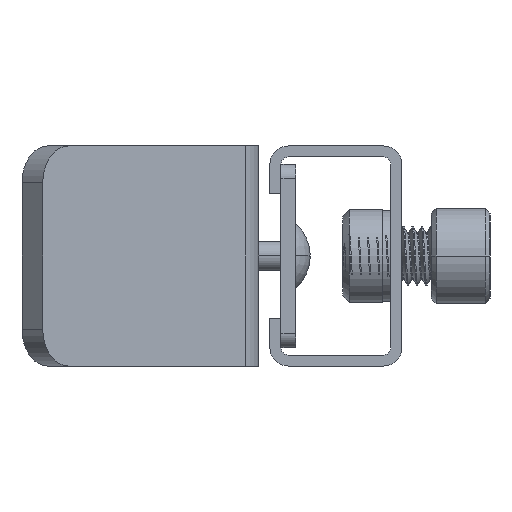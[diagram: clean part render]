
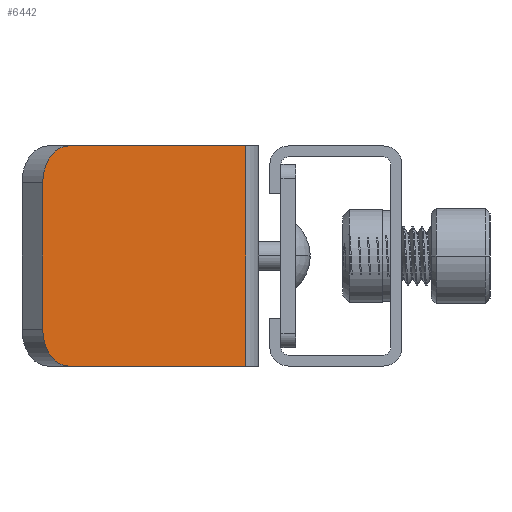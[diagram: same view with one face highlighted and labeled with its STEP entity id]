
A CAD part, left-side view. The second image highlights one B-rep face of the part: STEP entity #6442.
In plain terms, the highlighted face is planar.
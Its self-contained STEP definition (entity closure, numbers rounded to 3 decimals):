
#1 = DIRECTION ( 'NONE',  ( -0.707, 0., 0.707 ) ) ;
#22 = PLANE ( 'NONE',  #1227 ) ;
#146 = DIRECTION ( 'NONE',  ( 0.707, 0., -0.707 ) ) ;
#181 = LINE ( 'NONE', #1940, #2541 ) ;
#371 = ORIENTED_EDGE ( 'NONE', *, *, #1462, .T. ) ;
#620 = DIRECTION ( 'NONE',  ( 0.707, 0., -0.707 ) ) ;
#1227 = AXIS2_PLACEMENT_3D ( 'NONE', #5508, #1, #3524 ) ;
#1453 = VERTEX_POINT ( 'NONE', #3448 ) ;
#1462 = EDGE_CURVE ( 'NONE', #3792, #3637, #3413, .T. ) ;
#1573 = VECTOR ( 'NONE', #5080, 1000. ) ;
#1862 = EDGE_CURVE ( 'NONE', #2939, #3637, #5449, .T. ) ;
#1940 = CARTESIAN_POINT ( 'NONE',  ( 46.113, -15., 25.456 ) ) ;
#1968 = CARTESIAN_POINT ( 'NONE',  ( 17.828, -15., -2.828 ) ) ;
#1975 = CARTESIAN_POINT ( 'NONE',  ( 42.577, 15., 21.92 ) ) ;
#1979 = DIRECTION ( 'NONE',  ( 0., -1., 0. ) ) ;
#2102 = CARTESIAN_POINT ( 'NONE',  ( 46.113, 15., 25.456 ) ) ;
#2291 = ORIENTED_EDGE ( 'NONE', *, *, #5511, .T. ) ;
#2403 = ORIENTED_EDGE ( 'NONE', *, *, #6327, .T. ) ;
#2442 = DIRECTION ( 'NONE',  ( 0., -1., 0. ) ) ;
#2452 = DIRECTION ( 'NONE',  ( -0.707, 0., -0.707 ) ) ;
#2541 = VECTOR ( 'NONE', #2442, 1000. ) ;
#2792 = VECTOR ( 'NONE', #1979, 1000. ) ;
#2889 = CARTESIAN_POINT ( 'NONE',  ( 42.577, -15., 21.92 ) ) ;
#2918 = LINE ( 'NONE', #2102, #1573 ) ;
#2939 = VERTEX_POINT ( 'NONE', #5154 ) ;
#2943 = VECTOR ( 'NONE', #2452, 1000. ) ;
#3118 = AXIS2_PLACEMENT_3D ( 'NONE', #3144, #146, #3635 ) ;
#3144 = CARTESIAN_POINT ( 'NONE',  ( 42.577, -10., 21.92 ) ) ;
#3226 = CARTESIAN_POINT ( 'NONE',  ( 18.414, -15., -2.243 ) ) ;
#3243 = ORIENTED_EDGE ( 'NONE', *, *, #5260, .T. ) ;
#3308 = ORIENTED_EDGE ( 'NONE', *, *, #4048, .T. ) ;
#3413 = LINE ( 'NONE', #1968, #2943 ) ;
#3437 = CARTESIAN_POINT ( 'NONE',  ( 18.414, 0., -2.243 ) ) ;
#3448 = CARTESIAN_POINT ( 'NONE',  ( 46.113, 10., 25.456 ) ) ;
#3524 = DIRECTION ( 'NONE',  ( 0.707, 0., 0.707 ) ) ;
#3609 = CARTESIAN_POINT ( 'NONE',  ( 42.577, 10., 21.92 ) ) ;
#3635 = DIRECTION ( 'NONE',  ( 0.707, 0., 0.707 ) ) ;
#3637 = VERTEX_POINT ( 'NONE', #3226 ) ;
#3792 = VERTEX_POINT ( 'NONE', #2889 ) ;
#3869 = VERTEX_POINT ( 'NONE', #1975 ) ;
#4048 = EDGE_CURVE ( 'NONE', #4415, #3792, #5201, .T. ) ;
#4110 = DIRECTION ( 'NONE',  ( 0.707, 0., 0.707 ) ) ;
#4114 = EDGE_LOOP ( 'NONE', ( #2403, #3308, #371, #5693, #2291, #3243 ) ) ;
#4147 = CIRCLE ( 'NONE', #4186, 5. ) ;
#4186 = AXIS2_PLACEMENT_3D ( 'NONE', #3609, #620, #4110 ) ;
#4415 = VERTEX_POINT ( 'NONE', #5383 ) ;
#5080 = DIRECTION ( 'NONE',  ( 0.707, 0., 0.707 ) ) ;
#5154 = CARTESIAN_POINT ( 'NONE',  ( 18.414, 15., -2.243 ) ) ;
#5201 = CIRCLE ( 'NONE', #3118, 5. ) ;
#5260 = EDGE_CURVE ( 'NONE', #3869, #1453, #4147, .T. ) ;
#5383 = CARTESIAN_POINT ( 'NONE',  ( 46.113, -10., 25.456 ) ) ;
#5449 = LINE ( 'NONE', #3437, #2792 ) ;
#5508 = CARTESIAN_POINT ( 'NONE',  ( 10.328, 0., -10.328 ) ) ;
#5511 = EDGE_CURVE ( 'NONE', #2939, #3869, #2918, .T. ) ;
#5693 = ORIENTED_EDGE ( 'NONE', *, *, #1862, .F. ) ;
#5883 = FACE_OUTER_BOUND ( 'NONE', #4114, .T. ) ;
#6327 = EDGE_CURVE ( 'NONE', #1453, #4415, #181, .T. ) ;
#6442 = ADVANCED_FACE ( 'NONE', ( #5883 ), #22, .F. ) ;
